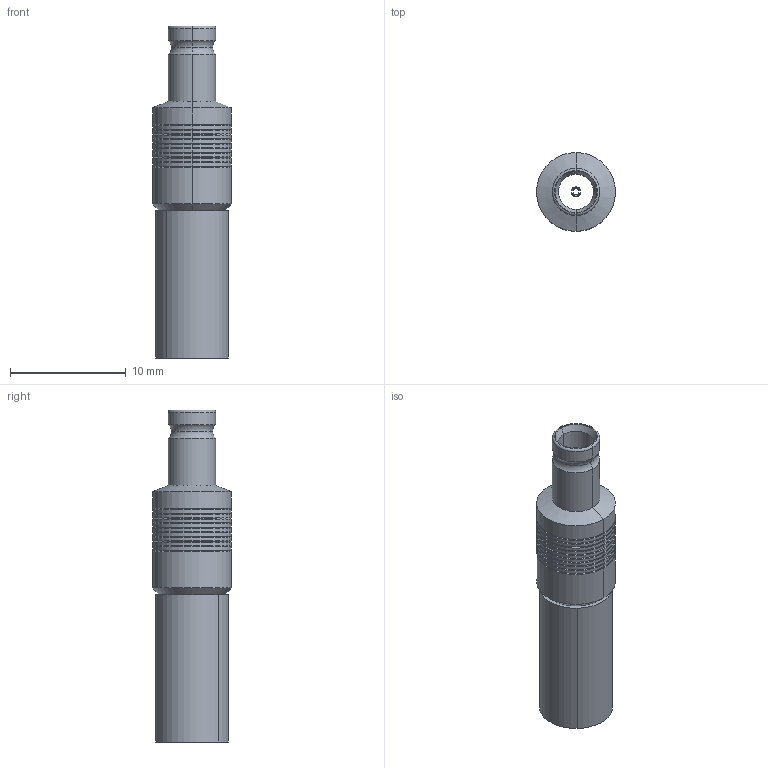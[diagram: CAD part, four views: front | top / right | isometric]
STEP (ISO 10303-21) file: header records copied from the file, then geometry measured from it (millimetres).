
FILE_DESCRIPTION (( 'STEP AP214' ), '1' );
FILE_NAME ('52-054-D6-FA.STEP', '2025-03-25T13:35:57', ( '' ), ( '' ), 'SwSTEP 2.0', 'SolidWorks 2024', '' );
FILE_SCHEMA (( 'AUTOMOTIVE_DESIGN' ));
Length unit declared in the file: millimetre
Products named in the file (1): 52-054-D6-FA
Bounding box: 6.8 x 6.8 x 28.64 mm (x, y, z)
Surface area: 886.8 mm2 (no closed solid volume)
Topology: 0 solids, 4 shells, 91 faces, 190 edges, 104 vertices
Faces by surface type: cone 48, cylinder 32, torus 6, plane 5
Entity records: 2387 total; most frequent: DIRECTION 474, CARTESIAN_POINT 398, ORIENTED_EDGE 364, AXIS2_PLACEMENT_3D 196, EDGE_CURVE 190, CIRCLE 104, VERTEX_POINT 104, EDGE_LOOP 94
